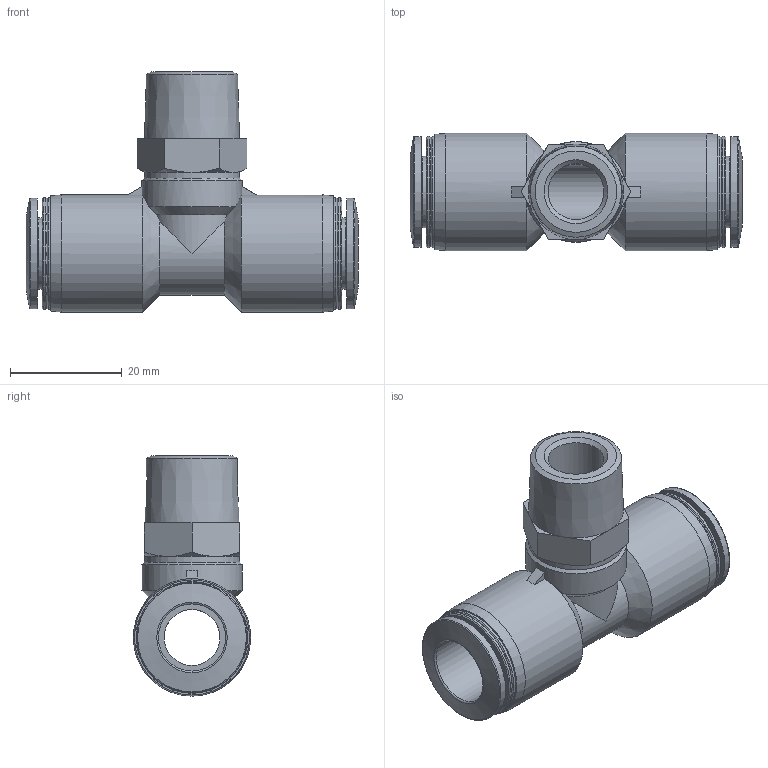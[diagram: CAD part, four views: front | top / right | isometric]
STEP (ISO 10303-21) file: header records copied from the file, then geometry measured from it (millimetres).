
FILE_DESCRIPTION(/* description */ ('STEP AP214'),/* implementation_level */ '2;1');
FILE_NAME(/* name */ '130801_QST-3_8-12-20',/* time_stamp */ '2024-09-14T16:34:02+02:00',/* author */ ('License CC BY-ND 4.0'),/* organization */ ('CADENAS'),/* preprocessor_version */ 'ST-DEVELOPER v19.3',/* originating_system */ 'PARTsolutions',/* authorisation */ ' ');
FILE_SCHEMA (('AUTOMOTIVE_DESIGN {1 0 10303 214 3 1 1}'));
Length unit declared in the file: millimetre
Products named in the file (1): 130801 QST-3/8-12-20
Bounding box: 59.4 x 21 x 43 mm (x, y, z)
Volume: 14735.7 mm3; surface area: 9167.3 mm2
Topology: 1 solids, 1 shells, 77 faces, 180 edges, 111 vertices
Faces by surface type: plane 28, cone 24, cylinder 19, torus 6
Full cylindrical faces by diameter (mm): 10 x2, 12 x2, 12.8 x2, 17 x1, 18 x1, 19.8 x2, 20 x4, 21 x2
Entity records: 2555 total; most frequent: CARTESIAN_POINT 420, DIRECTION 333, ORIENTED_EDGE 274, AXIS2_PLACEMENT_3D 151, EDGE_CURVE 137, EDGE_LOOP 123, FACE_BOUND 123, VERTEX_POINT 104
